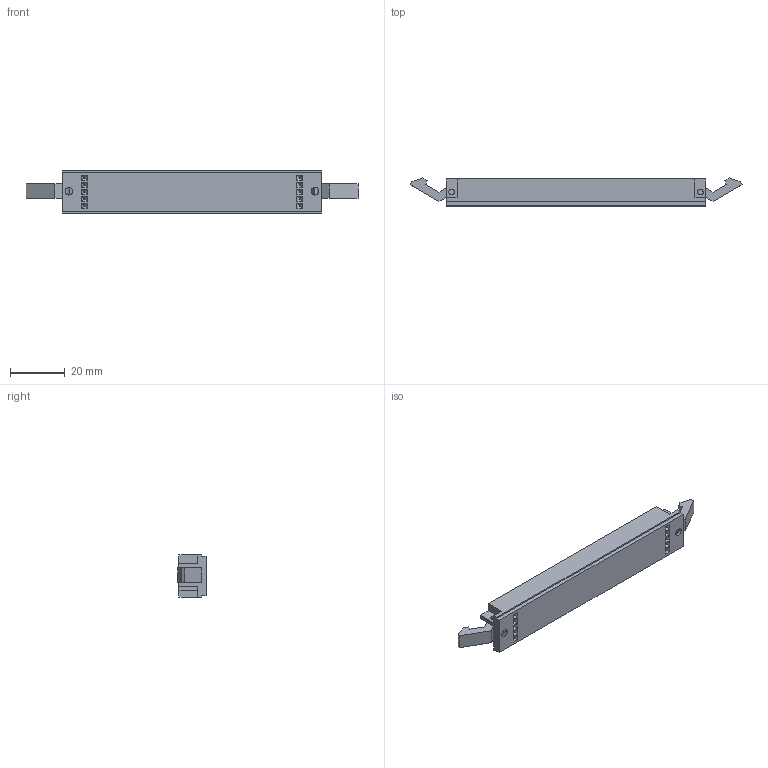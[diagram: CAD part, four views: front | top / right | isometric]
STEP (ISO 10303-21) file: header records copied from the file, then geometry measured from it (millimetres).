
FILE_DESCRIPTION((''),'2;1');
FILE_NAME( '0905_DIN_Type_E_Shroud_locking_lever_3_1_to_3_6_PCB.stp','2008-05-14T08:49:42',('User'),('SDRC'),'I-DEAS Master Series 9','UNIX','Yes');
FILE_SCHEMA(('AUTOMOTIVE_DESIGN { 1 0 10303 214 1 1 1 1 }'));
Length unit declared in the file: millimetre
Products named in the file (1): 0905_DIN_Type_E_Shroud_locking_lever_3_1_to_3_6_PCB
Bounding box: 121.41 x 10.25 x 15.4 mm (x, y, z)
Volume: 5964.3 mm3; surface area: 7506.4 mm2
Topology: 3 solids, 3 shells, 190 faces, 540 edges, 360 vertices
Faces by surface type: bspline 190
Entity records: 6229 total; most frequent: CARTESIAN_POINT 2729, ORIENTED_EDGE 1080, EDGE_CURVE 540, VERTEX_POINT 360, B_SPLINE_CURVE_WITH_KNOTS 267, EDGE_LOOP 226, OVER_RIDING_STYLED_ITEM 216, FACE_OUTER_BOUND 190
